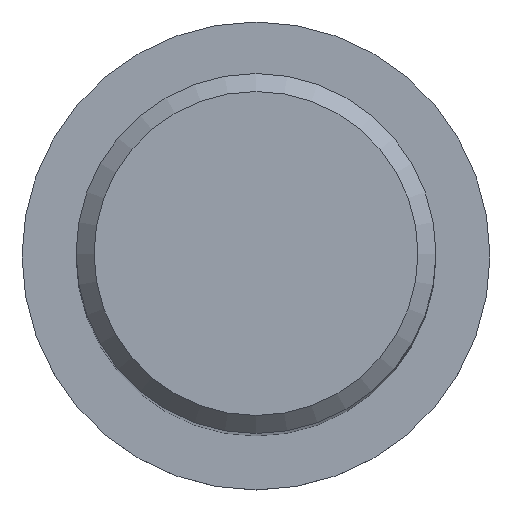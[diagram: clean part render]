
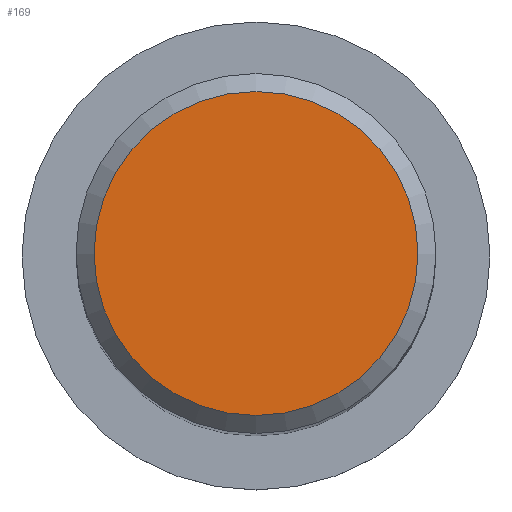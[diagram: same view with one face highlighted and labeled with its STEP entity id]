
A CAD part, top view. The second image highlights one B-rep face of the part: STEP entity #169.
In plain terms, the highlighted planar face has unit normal (0, 0, 1).
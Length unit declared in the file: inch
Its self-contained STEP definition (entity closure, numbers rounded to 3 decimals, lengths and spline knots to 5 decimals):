
#118=CARTESIAN_POINT('',(2.25,0.,20.0));
#119=VERTEX_POINT('',#118);
#120=CARTESIAN_POINT('',(0.0,0.0,20.0));
#121=DIRECTION('',(0.0,0.0,-1.0));
#122=DIRECTION('',(-1.0,0.0,0.0));
#123=AXIS2_PLACEMENT_3D('',#120,#121,#122);
#124=CIRCLE('',#123,2.25);
#125=EDGE_CURVE('',#119,#119,#124,.T.);
#161=CARTESIAN_POINT('',(0.0,0.0,20.0));
#162=DIRECTION('',(0.0,0.0,-1.0));
#163=DIRECTION('',(-1.0,0.0,0.0));
#164=AXIS2_PLACEMENT_3D('',#161,#162,#163);
#165=PLANE('',#164);
#166=ORIENTED_EDGE('',*,*,#125,.F.);
#167=EDGE_LOOP('',(#166));
#168=FACE_OUTER_BOUND('',#167,.T.);
#169=ADVANCED_FACE('',(#168),#165,.F.);
